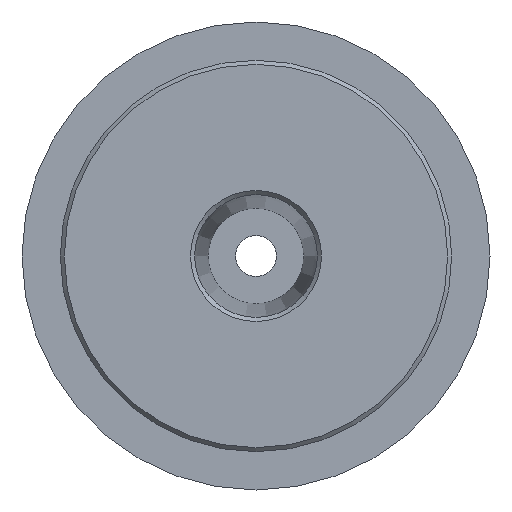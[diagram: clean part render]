
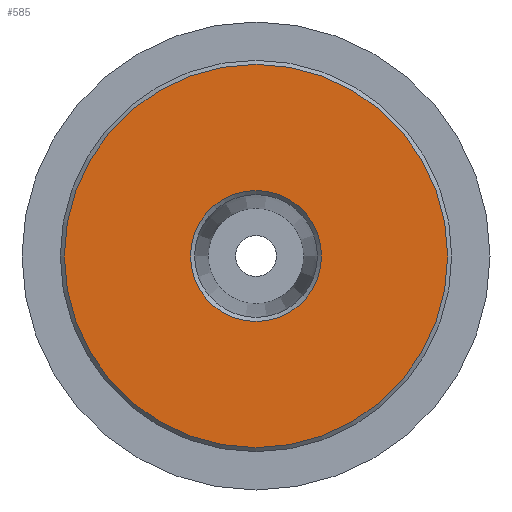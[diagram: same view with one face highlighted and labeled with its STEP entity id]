
A CAD part, front view. The second image highlights one B-rep face of the part: STEP entity #585.
In plain terms, the highlighted planar face has unit normal (0, -1, 0).
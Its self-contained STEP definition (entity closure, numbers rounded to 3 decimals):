
#44=FACE_BOUND('',#108,.T.);
#50=PLANE('',#646);
#69=FACE_OUTER_BOUND('',#107,.T.);
#107=EDGE_LOOP('',(#416));
#108=EDGE_LOOP('',(#417));
#250=CIRCLE('',#643,8.);
#253=CIRCLE('',#647,23.4);
#273=VERTEX_POINT('',#915);
#276=VERTEX_POINT('',#923);
#326=EDGE_CURVE('',#273,#273,#250,.T.);
#330=EDGE_CURVE('',#276,#276,#253,.T.);
#416=ORIENTED_EDGE('',*,*,#330,.F.);
#417=ORIENTED_EDGE('',*,*,#326,.F.);
#585=ADVANCED_FACE('',(#69,#44),#50,.F.);
#643=AXIS2_PLACEMENT_3D('',#916,#719,#720);
#646=AXIS2_PLACEMENT_3D('',#922,#726,#727);
#647=AXIS2_PLACEMENT_3D('',#924,#728,#729);
#719=DIRECTION('center_axis',(0.,-1.,0.));
#720=DIRECTION('ref_axis',(-1.,0.,0.));
#726=DIRECTION('center_axis',(0.,1.,0.));
#727=DIRECTION('ref_axis',(0.,0.,1.));
#728=DIRECTION('center_axis',(0.,1.,0.));
#729=DIRECTION('ref_axis',(1.,0.,0.));
#915=CARTESIAN_POINT('',(8.,0.,0.));
#916=CARTESIAN_POINT('Origin',(0.,0.,0.));
#922=CARTESIAN_POINT('Origin',(0.,0.,0.));
#923=CARTESIAN_POINT('',(-23.4,0.,0.));
#924=CARTESIAN_POINT('Origin',(0.,0.,0.));
